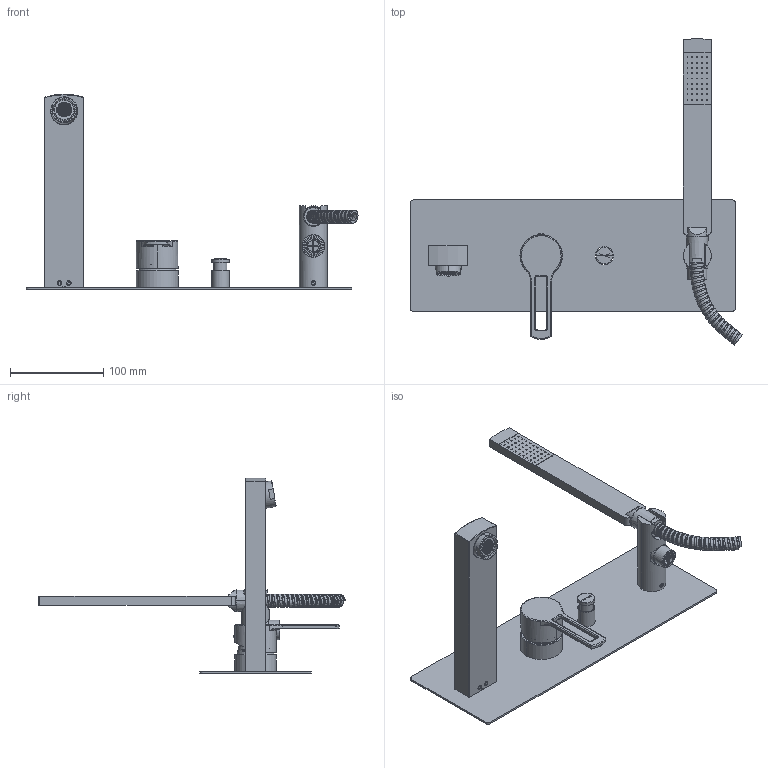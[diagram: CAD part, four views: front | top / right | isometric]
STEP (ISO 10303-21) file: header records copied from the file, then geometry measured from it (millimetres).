
FILE_DESCRIPTION((''),'2;1');
FILE_NAME('RIN001CR','2021-11-05T08:17:22',('ut3'),('PAFFONI SpA'),'CREO PARAMETRIC BY PTC INC, 2020044','CREO PARAMETRIC BY PTC INC, 2020044','');
FILE_SCHEMA(('CONFIG_CONTROL_DESIGN','SHAPE_APPEARANCE_LAYERS_GROUPS'));
Products named in the file (1): RIN001CR
Bounding box: 356.89 x 329.19 x 210 mm (x, y, z)
Volume: 408428 mm3; surface area: 219680.8 mm2
Topology: 8 solids, 8 shells, 3082 faces, 8649 edges, 5611 vertices
Faces by surface type: plane 2377, cylinder 362, torus 138, cone 101, bspline 80, sphere 24
Entity records: 171774 total; most frequent: CARTESIAN_POINT 55449, ORIENTED_EDGE 17268, DIRECTION 16209, EDGE_CURVE 8634, VECTOR 5891, LINE 5891, FILL_AREA_STYLE_COLOUR 5713, FILL_AREA_STYLE 5713
